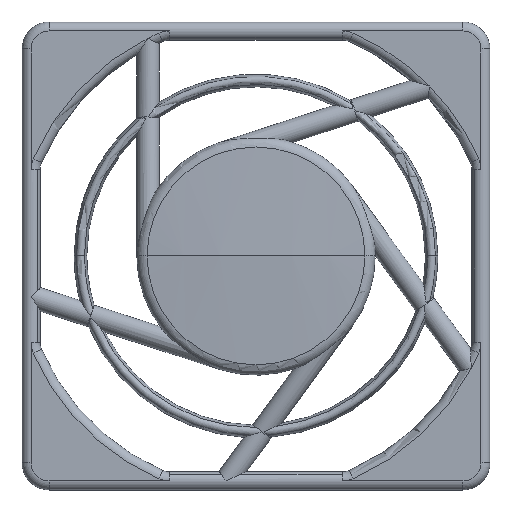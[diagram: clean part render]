
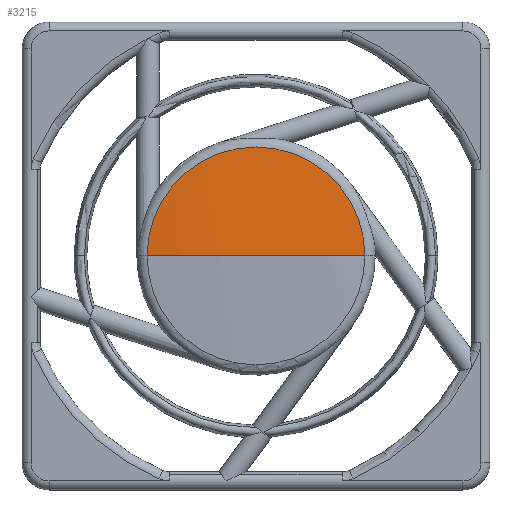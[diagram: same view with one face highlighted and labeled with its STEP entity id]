
A CAD part, top view. The second image highlights one B-rep face of the part: STEP entity #3215.
In plain terms, the highlighted spherical face has radius 145.5 mm.
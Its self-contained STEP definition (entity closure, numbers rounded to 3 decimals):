
#322=CARTESIAN_POINT('',(12.104,0.,5.246));
#323=VERTEX_POINT('',#322);
#331=CARTESIAN_POINT('',(-12.104,0.,5.246));
#332=VERTEX_POINT('',#331);
#1375=CARTESIAN_POINT('',(0.,12.104,5.246));
#1376=VERTEX_POINT('',#1375);
#1377=CARTESIAN_POINT('',(0.,0.,5.246));
#1378=DIRECTION('',(0.0,0.0,-1.0));
#1379=DIRECTION('',(0.0,1.0,0.0));
#1380=AXIS2_PLACEMENT_3D('',#1377,#1378,#1379);
#1381=CIRCLE('',#1380,12.104);
#1382=EDGE_CURVE('',#332,#1376,#1381,.T.);
#1384=CARTESIAN_POINT('',(0.,0.,5.246));
#1385=DIRECTION('',(0.0,0.0,-1.0));
#1386=DIRECTION('',(0.0,1.0,0.0));
#1387=AXIS2_PLACEMENT_3D('',#1384,#1385,#1386);
#1388=CIRCLE('',#1387,12.104);
#1389=EDGE_CURVE('',#1376,#323,#1388,.T.);
#3190=CARTESIAN_POINT('',(0.,0.,-139.75));
#3191=DIRECTION('',(0.0,0.0,1.0));
#3192=DIRECTION('',(1.0,0.0,0.0));
#3193=AXIS2_PLACEMENT_3D('',#3190,#3191,#3192);
#3194=SPHERICAL_SURFACE('',#3193,145.5);
#3195=CARTESIAN_POINT('',(0.,0.,5.75));
#3196=VERTEX_POINT('',#3195);
#3197=CARTESIAN_POINT('',(0.,0.,-139.75));
#3198=DIRECTION('',(0.0,-1.0,0.0));
#3199=DIRECTION('',(0.0,0.0,1.0));
#3200=AXIS2_PLACEMENT_3D('',#3197,#3198,#3199);
#3201=CIRCLE('',#3200,145.5);
#3202=EDGE_CURVE('',#3196,#332,#3201,.T.);
#3203=ORIENTED_EDGE('',*,*,#3202,.F.);
#3204=CARTESIAN_POINT('',(0.,0.,-139.75));
#3205=DIRECTION('',(0.0,-1.0,0.0));
#3206=DIRECTION('',(0.0,0.0,1.0));
#3207=AXIS2_PLACEMENT_3D('',#3204,#3205,#3206);
#3208=CIRCLE('',#3207,145.5);
#3209=EDGE_CURVE('',#323,#3196,#3208,.T.);
#3210=ORIENTED_EDGE('',*,*,#3209,.F.);
#3211=ORIENTED_EDGE('',*,*,#1389,.F.);
#3212=ORIENTED_EDGE('',*,*,#1382,.F.);
#3213=EDGE_LOOP('',(#3203,#3210,#3211,#3212));
#3214=FACE_OUTER_BOUND('',#3213,.T.);
#3215=ADVANCED_FACE('',(#3214),#3194,.T.);
